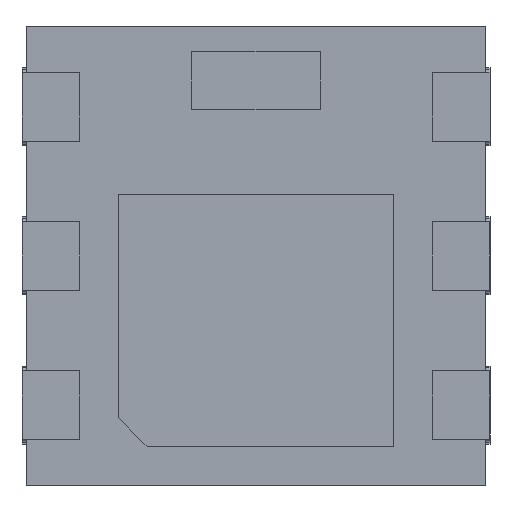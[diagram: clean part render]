
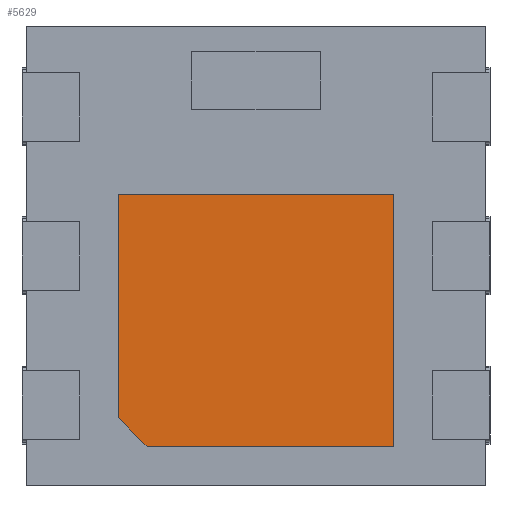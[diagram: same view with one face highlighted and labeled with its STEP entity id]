
A CAD part, front view. The second image highlights one B-rep face of the part: STEP entity #5629.
In plain terms, the highlighted planar face has unit normal (0, -1, 0).
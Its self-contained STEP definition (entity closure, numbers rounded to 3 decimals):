
#191 = CARTESIAN_POINT ( 'NONE',  ( -0.6, 0., 0.27 ) ) ;
#211 = VECTOR ( 'NONE', #1372, 1000. ) ;
#270 = ORIENTED_EDGE ( 'NONE', *, *, #2190, .F. ) ;
#317 = VECTOR ( 'NONE', #565, 1000. ) ;
#377 = CARTESIAN_POINT ( 'NONE',  ( -0.652, 0., -0.652 ) ) ;
#427 = EDGE_CURVE ( 'NONE', #4821, #1369, #3183, .T. ) ;
#443 = EDGE_LOOP ( 'NONE', ( #976, #270, #4721, #5423, #3056 ) ) ;
#444 = CARTESIAN_POINT ( 'NONE',  ( 0., 0., 0. ) ) ;
#547 = FACE_OUTER_BOUND ( 'NONE', #443, .T. ) ;
#559 = EDGE_CURVE ( 'NONE', #4821, #1366, #1217, .T. ) ;
#565 = DIRECTION ( 'NONE',  ( 0., 0., 1. ) ) ;
#630 = AXIS2_PLACEMENT_3D ( 'NONE', #444, #3468, #5457 ) ;
#652 = DIRECTION ( 'NONE',  ( 0., 0., 1. ) ) ;
#976 = ORIENTED_EDGE ( 'NONE', *, *, #2847, .T. ) ;
#1217 = LINE ( 'NONE', #5441, #3270 ) ;
#1311 = CARTESIAN_POINT ( 'NONE',  ( 0.6, 0., -0.83 ) ) ;
#1366 = VERTEX_POINT ( 'NONE', #191 ) ;
#1369 = VERTEX_POINT ( 'NONE', #1699 ) ;
#1372 = DIRECTION ( 'NONE',  ( 1., 0., 0. ) ) ;
#1462 = CARTESIAN_POINT ( 'NONE',  ( 0.6, 0., 0. ) ) ;
#1699 = CARTESIAN_POINT ( 'NONE',  ( -0.475, 0., -0.83 ) ) ;
#1921 = VERTEX_POINT ( 'NONE', #4520 ) ;
#1984 = EDGE_CURVE ( 'NONE', #1369, #3413, #5054, .T. ) ;
#2190 = EDGE_CURVE ( 'NONE', #1366, #1921, #5458, .T. ) ;
#2249 = VECTOR ( 'NONE', #5274, 1000. ) ;
#2276 = DIRECTION ( 'NONE',  ( 0.707, 0., -0.707 ) ) ;
#2847 = EDGE_CURVE ( 'NONE', #3413, #1921, #4234, .T. ) ;
#3056 = ORIENTED_EDGE ( 'NONE', *, *, #1984, .T. ) ;
#3124 = CARTESIAN_POINT ( 'NONE',  ( -0.6, 0., -0.705 ) ) ;
#3183 = LINE ( 'NONE', #377, #4041 ) ;
#3270 = VECTOR ( 'NONE', #652, 1000. ) ;
#3413 = VERTEX_POINT ( 'NONE', #1311 ) ;
#3468 = DIRECTION ( 'NONE',  ( 0., 1., 0. ) ) ;
#3789 = CARTESIAN_POINT ( 'NONE',  ( 0., 0., 0.27 ) ) ;
#4041 = VECTOR ( 'NONE', #2276, 1000. ) ;
#4234 = LINE ( 'NONE', #1462, #317 ) ;
#4241 = CARTESIAN_POINT ( 'NONE',  ( 0., 0., -0.83 ) ) ;
#4520 = CARTESIAN_POINT ( 'NONE',  ( 0.6, 0., 0.27 ) ) ;
#4721 = ORIENTED_EDGE ( 'NONE', *, *, #559, .F. ) ;
#4821 = VERTEX_POINT ( 'NONE', #3124 ) ;
#5054 = LINE ( 'NONE', #4241, #2249 ) ;
#5274 = DIRECTION ( 'NONE',  ( 1., 0., 0. ) ) ;
#5423 = ORIENTED_EDGE ( 'NONE', *, *, #427, .T. ) ;
#5441 = CARTESIAN_POINT ( 'NONE',  ( -0.6, 0., 0. ) ) ;
#5457 = DIRECTION ( 'NONE',  ( 0., 0., 1. ) ) ;
#5458 = LINE ( 'NONE', #3789, #211 ) ;
#5629 = ADVANCED_FACE ( 'NONE', ( #547 ), #6325, .F. ) ;
#6325 = PLANE ( 'NONE',  #630 ) ;
